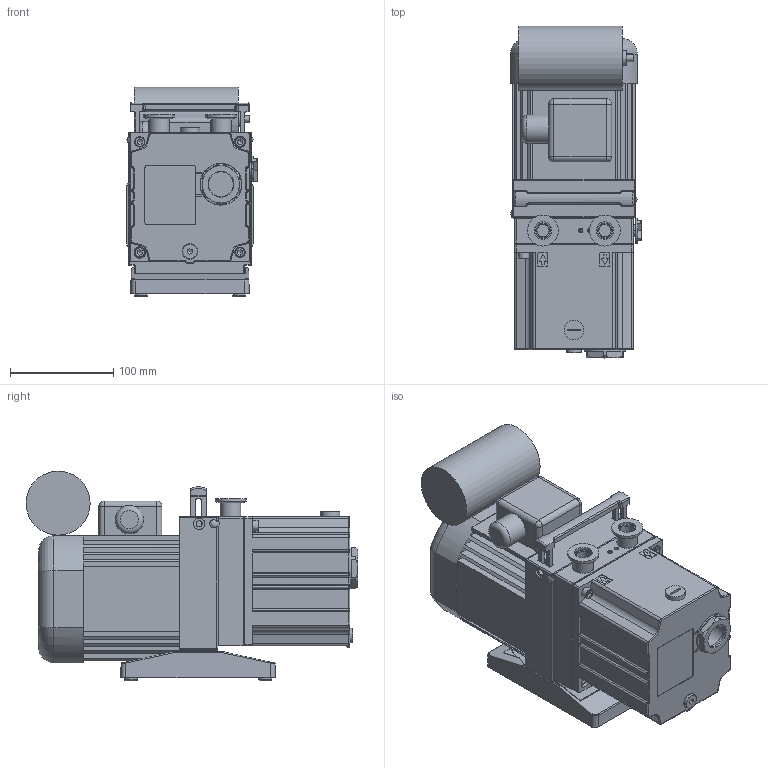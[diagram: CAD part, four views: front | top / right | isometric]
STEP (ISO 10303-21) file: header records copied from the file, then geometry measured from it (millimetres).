
FILE_DESCRIPTION((''),'2;1');
FILE_NAME('PK900369.stp','2007-07-24T13:14:31',('usleber'),(''),'Autodesk Inventor 11','Autodesk Inventor 11','');
FILE_SCHEMA(('AUTOMOTIVE_DESIGN { 1 0 10303 214 1 1 1 1 }'));
Length unit declared in the file: millimetre
Products named in the file (1): PK900369_SW
Bounding box: 127.01 x 321.2 x 203 mm (x, y, z)
Volume: 3601616.4 mm3; surface area: 397654.4 mm2
Topology: 2 solids, 26 shells, 1630 faces, 4076 edges, 2505 vertices
Faces by surface type: plane 691, cylinder 494, bspline 247, cone 91, torus 85, sphere 22
Full cylindrical faces by diameter (mm): 1.5 x4, 2.4 x1, 3 x4, 3.4 x2, 3.8 x4, 4.2 x1, 4.917 x4, 5 x5, 5.2 x1, 5.3 x1, 5.5 x1, 5.54 x3, 6 x10, 6.7 x2, 7 x4, 7.5 x4, 8.7 x1, 9 x1, 9.728 x2, 10 x12, 10.8 x1, 11 x4, 11.6 x2, 12 x1, 13.157 x2, 13.3 x2, 13.5 x1, 13.6 x1, 14 x5, 15 x1
Entity records: 54516 total; most frequent: CARTESIAN_POINT 18468, DIRECTION 7491, ORIENTED_EDGE 7156, EDGE_CURVE 3578, AXIS2_PLACEMENT_3D 2836, VERTEX_POINT 2358, EDGE_LOOP 2068, VECTOR 1819
